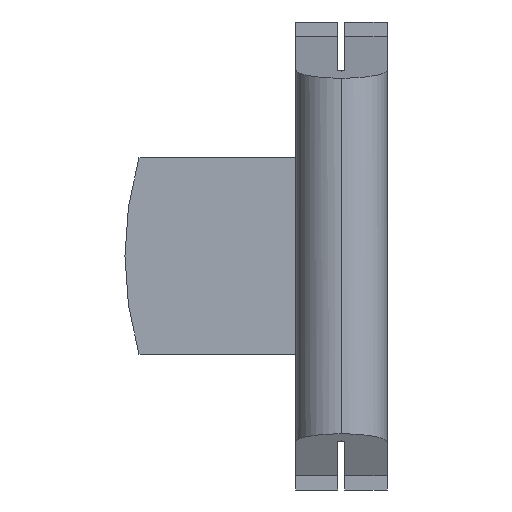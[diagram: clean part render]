
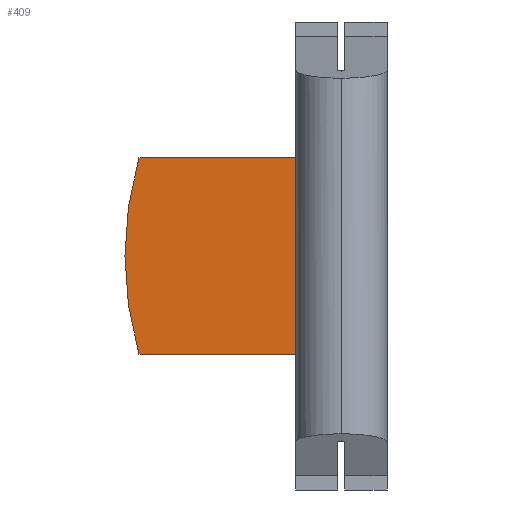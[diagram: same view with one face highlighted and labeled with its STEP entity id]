
A CAD part, left-side view. The second image highlights one B-rep face of the part: STEP entity #409.
In plain terms, the highlighted planar face has unit normal (-1, 0, 0).
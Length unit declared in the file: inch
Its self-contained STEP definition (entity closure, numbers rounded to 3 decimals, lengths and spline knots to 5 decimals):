
#134 = EDGE_LOOP ( 'NONE', ( #372, #859, #1269, #789 ) ) ;
#164 = VECTOR ( 'NONE', #1799, 39.37008 ) ;
#207 = FACE_OUTER_BOUND ( 'NONE', #134, .T. ) ;
#370 = EDGE_CURVE ( 'NONE', #683, #659, #1511, .T. ) ;
#372 = ORIENTED_EDGE ( 'NONE', *, *, #390, .T. ) ;
#390 = EDGE_CURVE ( 'NONE', #776, #1621, #1922, .T. ) ;
#403 = CARTESIAN_POINT ( 'NONE',  ( 1.54875, 0.04625, -0.105 ) ) ;
#409 = ADVANCED_FACE ( 'NONE', ( #207 ), #1284, .F. ) ;
#428 = CARTESIAN_POINT ( 'NONE',  ( 1.54875, -0.14375, 0. ) ) ;
#500 = DIRECTION ( 'NONE',  ( 0., -1., 0. ) ) ;
#604 = DIRECTION ( 'NONE',  ( 0., 0., -1. ) ) ;
#659 = VERTEX_POINT ( 'NONE', #403 ) ;
#669 = LINE ( 'NONE', #1004, #1061 ) ;
#683 = VERTEX_POINT ( 'NONE', #908 ) ;
#765 = DIRECTION ( 'NONE',  ( 1., 0., 0. ) ) ;
#776 = VERTEX_POINT ( 'NONE', #1458 ) ;
#789 = ORIENTED_EDGE ( 'NONE', *, *, #1184, .F. ) ;
#859 = ORIENTED_EDGE ( 'NONE', *, *, #1317, .T. ) ;
#879 = LINE ( 'NONE', #1246, #1707 ) ;
#880 = DIRECTION ( 'NONE',  ( 0., -1., 0. ) ) ;
#908 = CARTESIAN_POINT ( 'NONE',  ( 1.54875, 0.04625, 0.105 ) ) ;
#924 = CARTESIAN_POINT ( 'NONE',  ( 1.54875, 0.23125, 0.105 ) ) ;
#1004 = CARTESIAN_POINT ( 'NONE',  ( 1.54875, 0.23125, -0.105 ) ) ;
#1061 = VECTOR ( 'NONE', #500, 39.37008 ) ;
#1087 = AXIS2_PLACEMENT_3D ( 'NONE', #428, #1627, #604 ) ;
#1184 = EDGE_CURVE ( 'NONE', #776, #683, #879, .T. ) ;
#1246 = CARTESIAN_POINT ( 'NONE',  ( 1.54875, 0.23125, 0.105 ) ) ;
#1269 = ORIENTED_EDGE ( 'NONE', *, *, #370, .F. ) ;
#1284 = PLANE ( 'NONE',  #1550 ) ;
#1317 = EDGE_CURVE ( 'NONE', #1621, #659, #669, .T. ) ;
#1458 = CARTESIAN_POINT ( 'NONE',  ( 1.54875, 0.21625, 0.105 ) ) ;
#1511 = LINE ( 'NONE', #1619, #164 ) ;
#1550 = AXIS2_PLACEMENT_3D ( 'NONE', #924, #765, #1988 ) ;
#1556 = CARTESIAN_POINT ( 'NONE',  ( 1.54875, 0.21625, -0.105 ) ) ;
#1619 = CARTESIAN_POINT ( 'NONE',  ( 1.54875, 0.04625, 0.105 ) ) ;
#1621 = VERTEX_POINT ( 'NONE', #1556 ) ;
#1627 = DIRECTION ( 'NONE',  ( -1., 0., 0. ) ) ;
#1707 = VECTOR ( 'NONE', #880, 39.37008 ) ;
#1799 = DIRECTION ( 'NONE',  ( 0., 0., -1. ) ) ;
#1922 = CIRCLE ( 'NONE', #1087, 0.375 ) ;
#1988 = DIRECTION ( 'NONE',  ( 0., 0., -1. ) ) ;
